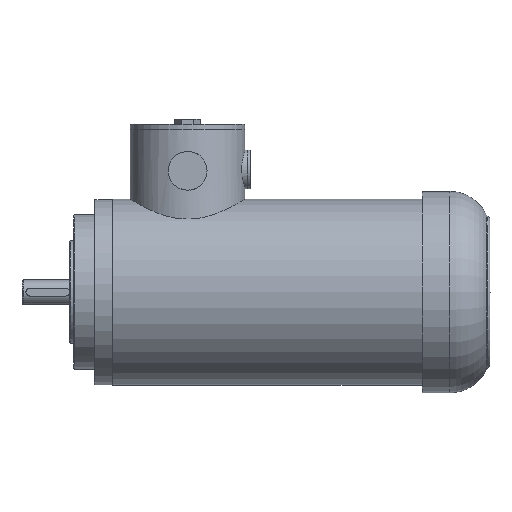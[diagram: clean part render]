
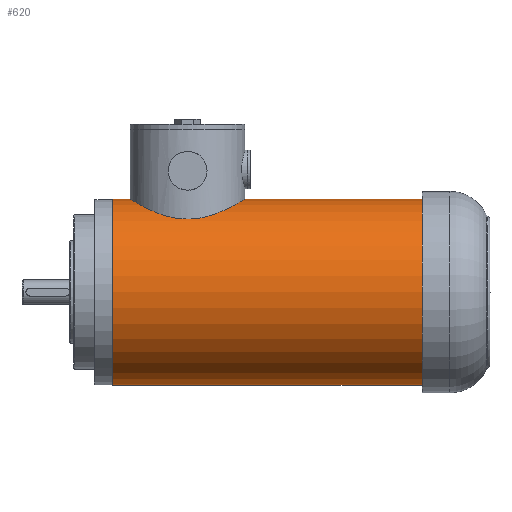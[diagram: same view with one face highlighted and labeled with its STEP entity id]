
A CAD part, left-side view. The second image highlights one B-rep face of the part: STEP entity #620.
In plain terms, the highlighted cylindrical face has radius 72 mm (diameter 144 mm), a full revolution.
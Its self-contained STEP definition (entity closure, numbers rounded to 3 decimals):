
#620=ADVANCED_FACE('', (#630,#640), #650, .T.);
#20380=AXIS2_PLACEMENT_3D('Ax2Pl3d', #20390, #20400, #20410);
#20500=AXIS2_PLACEMENT_3D('Ax2Pl3d', #20510, #20520, #20530);
#20580=AXIS2_PLACEMENT_3D('Ax2Pl3d', #20590, #20600, #20610);
#20390=CARTESIAN_POINT('HicPkt', (241.513,86.302,
-29.053));
#105400=CARTESIAN_POINT('', (241.513,86.302,42.947));
#20510=CARTESIAN_POINT('HicPkt', (241.513,-153.698,
-29.053));
#105420=CARTESIAN_POINT('', (241.513,-153.698,42.947)
);
#20590=CARTESIAN_POINT('HicPkt', (241.513,-153.698,
-29.053));
#126020=CIRCLE('Circle', #20380, 72.);
#126040=CIRCLE('Circle', #20500, 72.);
#650=CYLINDRICAL_SURFACE('Zyl', #20580, 72.);
#20400=DIRECTION('Axis', (0.,1.,0.))
;
#20410=DIRECTION('RefDirection', (0.,
0.,-1.));
#20520=DIRECTION('Axis', (0.,1.,0.))
;
#20530=DIRECTION('RefDirection', (0.,
0.,-1.));
#20600=DIRECTION('Axis', (0.,1.,0.))
;
#20610=DIRECTION('RefDirection', (0.,
0.,-1.));
#179770=EDGE_CURVE('', #179780, #179780, #126020, .T.);
#179810=EDGE_CURVE('', #179820, #179820, #126040, .T.);
#215640=EDGE_LOOP('Edge_loop', (#215650));
#215660=EDGE_LOOP('Edge_loop', (#215670));
#640=FACE_BOUND('', #215660, .T.);
#630=FACE_OUTER_BOUND('Face_outer_bound', #215640, .T.);
#215650=ORIENTED_EDGE('', *, *, #179770, .F.);
#215670=ORIENTED_EDGE('', *, *, #179810, .T.);
#179780=VERTEX_POINT('', #105400);
#179820=VERTEX_POINT('', #105420);
